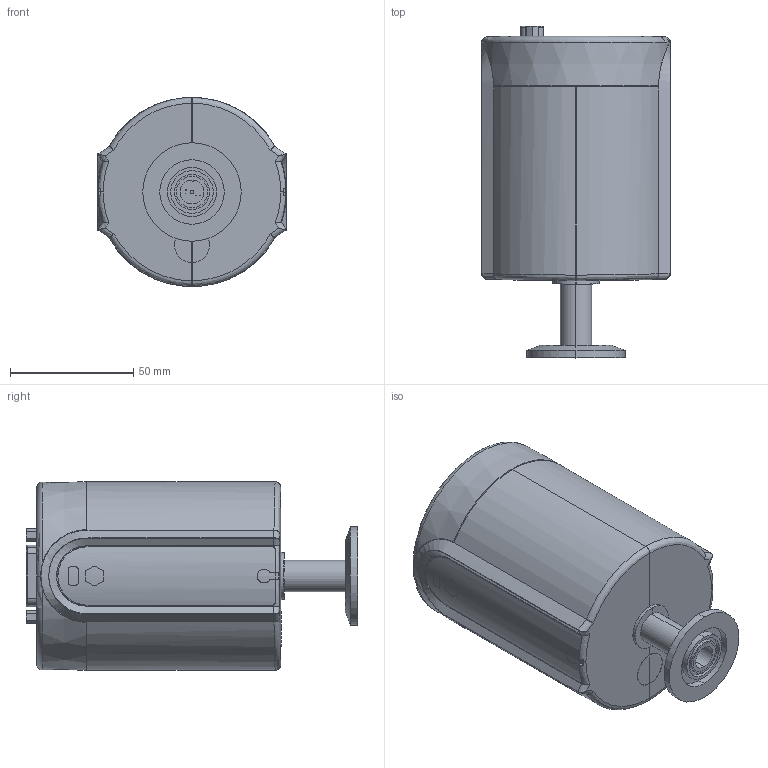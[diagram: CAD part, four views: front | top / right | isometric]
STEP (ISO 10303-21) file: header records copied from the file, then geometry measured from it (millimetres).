
FILE_DESCRIPTION (( 'STEP AP203' ), '1' );
FILE_NAME ('AA02A-FITTING GC-NW-25-KF.STEP', '2013-06-28T15:26:00', ( '' ), ( '' ), 'SwSTEP 2.0', 'SolidWorks 2012', '' );
FILE_SCHEMA (( 'CONFIG_CONTROL_DESIGN' ));
Length unit declared in the file: inch
Products named in the file (1): AA02A-FITTING GC-NW-25-KF
Bounding box: 76.45 x 134.48 x 76.58 mm (x, y, z)
Surface area: 55103.6 mm2 (no closed solid volume)
Topology: 0 solids, 19 shells, 242 faces, 1551 edges, 1306 vertices
Faces by surface type: cylinder 100, plane 65, bspline 32, sphere 30, cone 8, torus 7
Entity records: 21161 total; most frequent: CARTESIAN_POINT 9211, DIRECTION 2584, ORIENTED_EDGE 1966, EDGE_CURVE 1487, VERTEX_POINT 1276, AXIS2_PLACEMENT_3D 1149, CIRCLE 938, EDGE_LOOP 593
